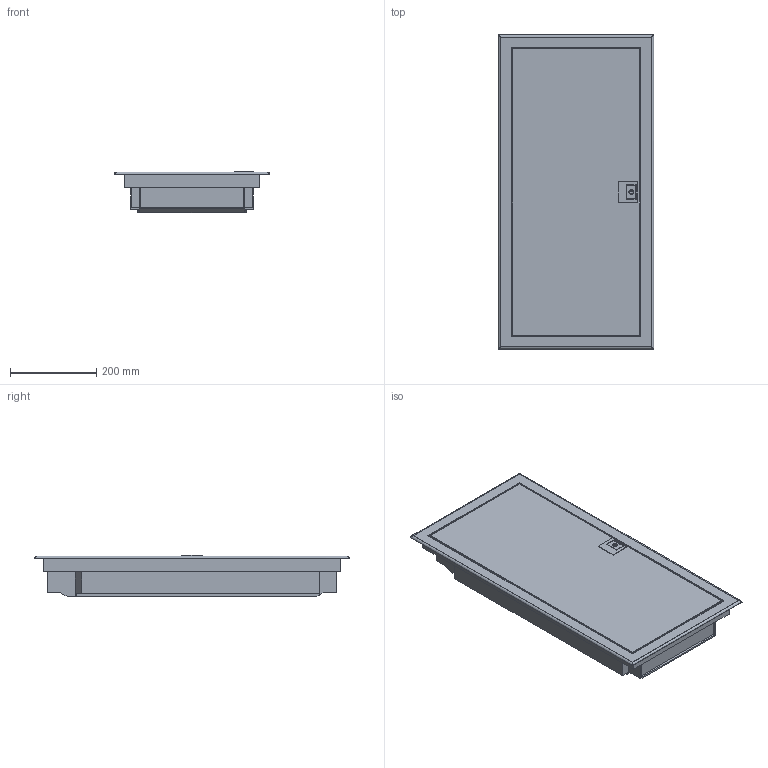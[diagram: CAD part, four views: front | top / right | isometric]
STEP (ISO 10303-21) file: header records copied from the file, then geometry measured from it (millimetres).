
FILE_DESCRIPTION (( 'STEP AP214' ), '1' );
FILE_NAME ('MKP54-V-56-30-01 - 扻豵鵨 帎眄 4_56.STEP', '2016-08-01T06:35:22', ( '' ), ( '' ), 'SwSTEP 2.0', 'SolidWorks 2014', '' );
FILE_SCHEMA (( 'AUTOMOTIVE_DESIGN' ));
Length unit declared in the file: millimetre
Products named in the file (1): MKP54-V-56-30-01 - 扻豵鵨 帎眄 4_56
Bounding box: 360 x 728 x 95.5 mm (x, y, z)
Volume: 2086040.7 mm3; surface area: 1893903 mm2
Topology: 8 solids, 8 shells, 397 faces, 1044 edges, 677 vertices
Faces by surface type: plane 269, cylinder 112, sphere 14, torus 2
Entity records: 12179 total; most frequent: CARTESIAN_POINT 2143, ORIENTED_EDGE 2072, DIRECTION 2036, EDGE_CURVE 1036, VECTOR 808, LINE 808, VERTEX_POINT 673, AXIS2_PLACEMENT_3D 614
